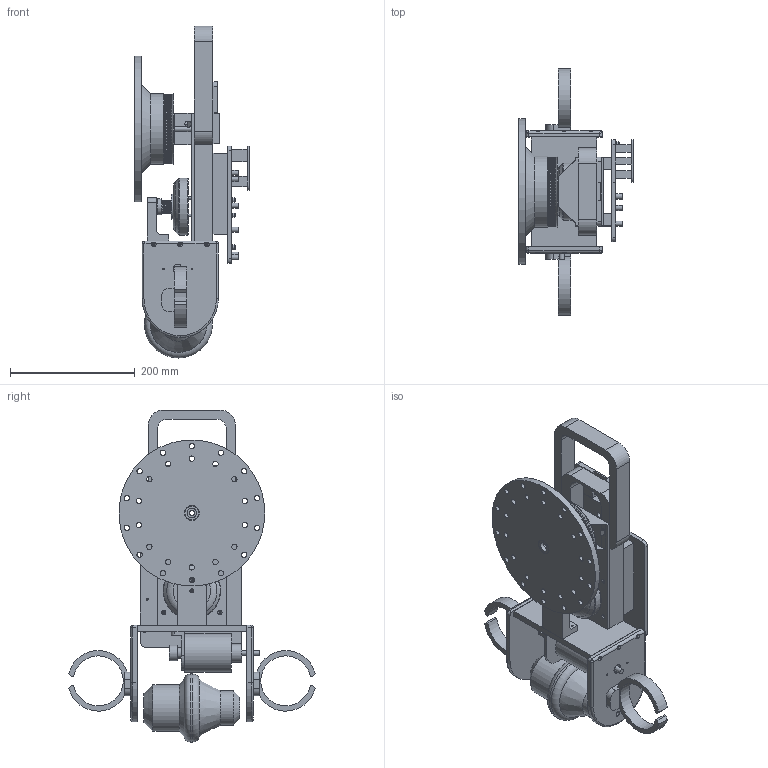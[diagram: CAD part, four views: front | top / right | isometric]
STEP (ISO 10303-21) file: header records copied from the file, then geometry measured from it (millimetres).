
FILE_DESCRIPTION(/* description */ (''),/* implementation_level */ '2;1');
FILE_NAME(/* name */ '12ae08cb-9933-4274-bc1e-2c75c2e0a84d.stp',/* time_stamp */ '2022-03-31T12:50:58+00:00',/* author */ (''),/* organization */ (''),/* preprocessor_version */ 'ST-DEVELOPER v18.1',/* originating_system */ 'Autodesk Translation Framework v10.14.0.1471',/* authorisation */ '');
FILE_SCHEMA (('AUTOMOTIVE_DESIGN { 1 0 10303 214 3 1 1 }'));
Length unit declared in the file: millimetre
Products named in the file (3): Reaction02; gyro03_wheel v1; Electronics v5
Assembly tree (2 placements, depth 2):
  Reaction02
    gyro03_wheel v1
    Electronics v5
Bounding box: 182.83 x 394.56 x 531.86 mm (x, y, z)
Volume: 3915608.3 mm3; surface area: 735297.8 mm2
Topology: 29 solids, 29 shells, 1353 faces, 3652 edges, 2397 vertices
Faces by surface type: cylinder 693, plane 570, cone 77, torus 9, bspline 4
Full cylindrical faces by diameter (mm): 2.8 x65, 3 x9, 3.1 x4, 3.8 x4, 4 x23, 4.5 x4, 6 x1, 6.2 x4, 6.3 x1, 6.5 x2, 7 x5, 7.5 x1, 8 x12, 8.3 x2, 8.5 x28, 10 x5, 10.5 x1, 12.5 x2, 15 x5, 17 x2, 19 x1, 19.2 x1, 22 x2, 22.3 x4, 22.5 x1, 25 x1, 26 x1, 27 x1, 28 x1, 29 x1
Entity records: 45938 total; most frequent: CARTESIAN_POINT 11436, ORIENTED_EDGE 7288, DIRECTION 7128, EDGE_CURVE 3644, AXIS2_PLACEMENT_3D 2735, VERTEX_POINT 2395, EDGE_LOOP 1663, LINE 1658
